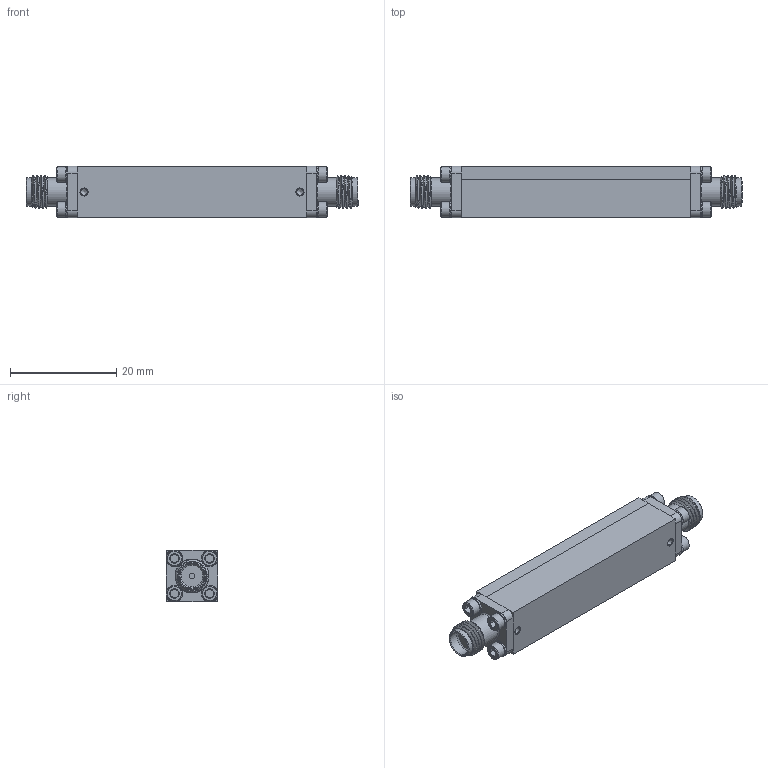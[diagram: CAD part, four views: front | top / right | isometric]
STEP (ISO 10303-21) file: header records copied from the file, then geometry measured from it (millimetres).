
FILE_DESCRIPTION (( 'STEP AP203' ), '1' );
FILE_NAME ('SF2393-SMA_3D.step', '2020-07-14T15:01:05', ( '' ), ( '' ), 'SwSTEP 2.0', 'SolidWorks 2018', '' );
FILE_SCHEMA (( 'CONFIG_CONTROL_DESIGN' ));
Length unit declared in the file: inch
Products named in the file (1): SF2393-SMA_3D
Bounding box: 62.48 x 9.69 x 9.69 mm (x, y, z)
Volume: 4676.7 mm3; surface area: 3054.4 mm2
Topology: 1 solids, 11 shells, 324 faces, 668 edges, 394 vertices
Faces by surface type: plane 158, cone 76, cylinder 66, bspline 22, torus 2
Full cylindrical faces by diameter (mm): 1.016 x2, 1.191 x2, 1.27 x2, 1.524 x2, 2.578 x8, 2.926 x8, 3.085 x8, 4.521 x2, 5.08 x2, 5.334 x4
Entity records: 16701 total; most frequent: CARTESIAN_POINT 10519, DIRECTION 1258, ORIENTED_EDGE 1140, EDGE_CURVE 570, AXIS2_PLACEMENT_3D 541, EDGE_LOOP 438, FACE_OUTER_BOUND 366, VERTEX_POINT 362
